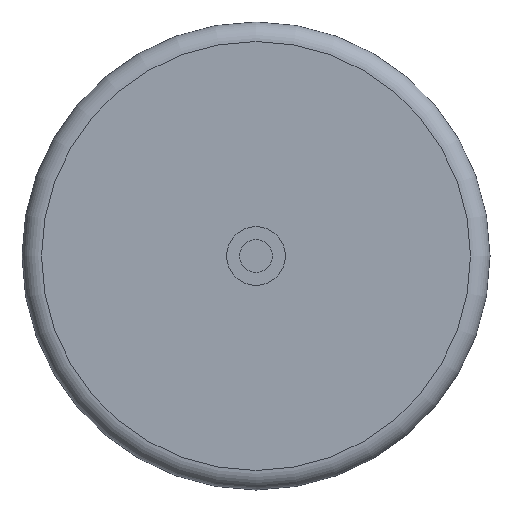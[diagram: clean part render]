
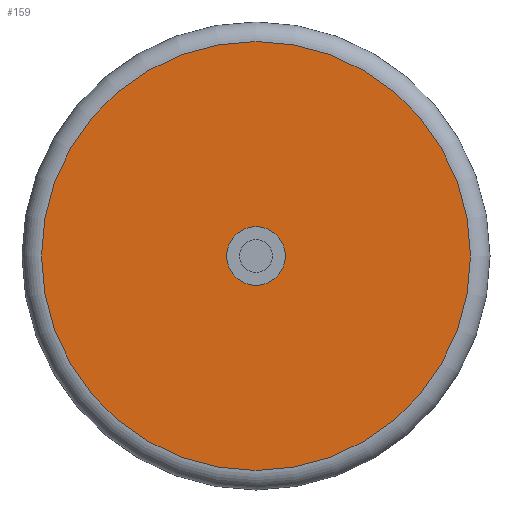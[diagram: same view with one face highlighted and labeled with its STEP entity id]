
A CAD part, left-side view. The second image highlights one B-rep face of the part: STEP entity #159.
In plain terms, the highlighted planar face has unit normal (-1, 0, 0).
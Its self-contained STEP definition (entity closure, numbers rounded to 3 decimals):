
#16=FACE_BOUND('',#59,.T.);
#20=PLANE('',#193);
#44=FACE_OUTER_BOUND('',#58,.T.);
#58=EDGE_LOOP('',(#129));
#59=EDGE_LOOP('',(#130));
#76=CIRCLE('',#192,10.975);
#77=CIRCLE('',#194,1.5);
#88=VERTEX_POINT('',#285);
#89=VERTEX_POINT('',#289);
#103=EDGE_CURVE('',#88,#88,#76,.T.);
#104=EDGE_CURVE('',#89,#89,#77,.T.);
#129=ORIENTED_EDGE('',*,*,#103,.F.);
#130=ORIENTED_EDGE('',*,*,#104,.T.);
#159=ADVANCED_FACE('',(#44,#16),#20,.F.);
#192=AXIS2_PLACEMENT_3D('',#287,#232,#233);
#193=AXIS2_PLACEMENT_3D('',#288,#234,#235);
#194=AXIS2_PLACEMENT_3D('',#290,#236,#237);
#232=DIRECTION('center_axis',(1.,0.,0.));
#233=DIRECTION('ref_axis',(0.,0.,-1.));
#234=DIRECTION('center_axis',(1.,0.,0.));
#235=DIRECTION('ref_axis',(0.,0.,-1.));
#236=DIRECTION('center_axis',(1.,0.,0.));
#237=DIRECTION('ref_axis',(0.,0.,-1.));
#285=CARTESIAN_POINT('',(-4.433,0.,22.996));
#287=CARTESIAN_POINT('Origin',(-4.433,0.,12.021));
#288=CARTESIAN_POINT('Origin',(-4.433,0.,12.021));
#289=CARTESIAN_POINT('',(-4.433,0.,13.521));
#290=CARTESIAN_POINT('Origin',(-4.433,0.,12.021));
